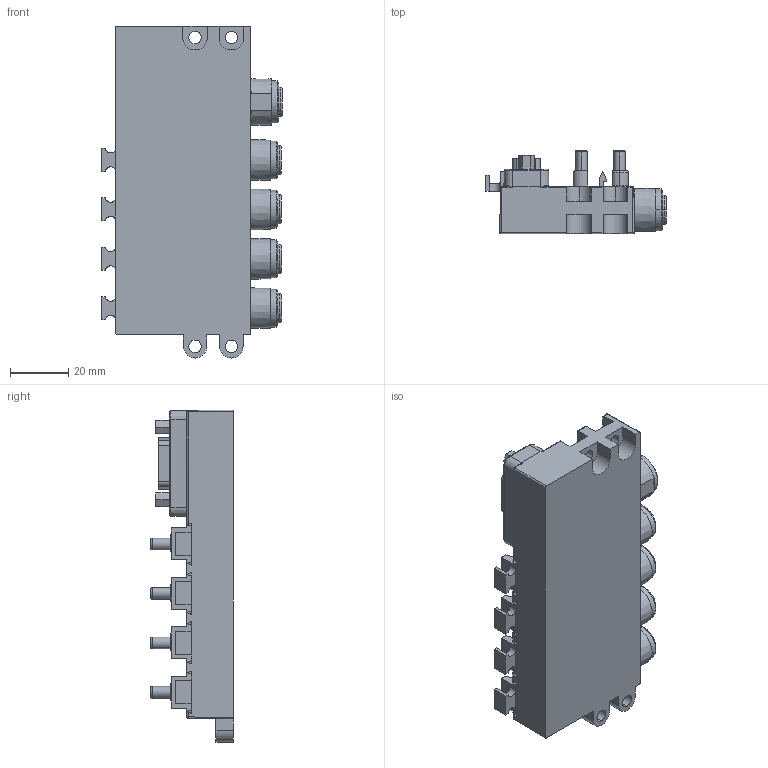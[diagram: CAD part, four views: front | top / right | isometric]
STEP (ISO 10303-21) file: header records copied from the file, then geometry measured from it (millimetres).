
FILE_DESCRIPTION (( 'STEP AP214' ), '1' );
FILE_NAME ('BVM-346M.STEP', '2014-06-19T17:01:25', ( '' ), ( '' ), 'SwSTEP 2.0', 'SolidWorks 2013', '' );
FILE_SCHEMA (( 'AUTOMOTIVE_DESIGN' ));
Length unit declared in the file: millimetre
Products named in the file (1): BVM-346M
Bounding box: 62.17 x 28.5 x 114.27 mm (x, y, z)
Volume: 87375.1 mm3; surface area: 28400.2 mm2
Topology: 1 solids, 4 shells, 1123 faces, 2880 edges, 1785 vertices
Faces by surface type: plane 568, cylinder 325, torus 102, cone 70, sphere 34, bspline 24
Entity records: 38681 total; most frequent: CARTESIAN_POINT 8118, DIRECTION 5706, ORIENTED_EDGE 5688, EDGE_CURVE 2844, AXIS2_PLACEMENT_3D 1963, VERTEX_POINT 1785, LINE 1780, VECTOR 1780
